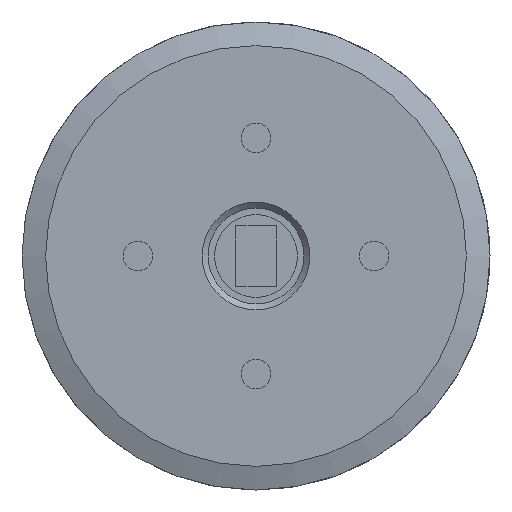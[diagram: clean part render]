
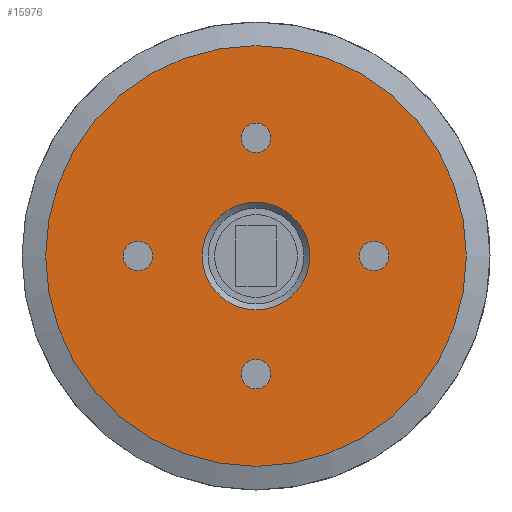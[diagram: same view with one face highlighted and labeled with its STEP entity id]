
A CAD part, left-side view. The second image highlights one B-rep face of the part: STEP entity #15976.
In plain terms, the highlighted planar face has unit normal (-1, 0, 0).
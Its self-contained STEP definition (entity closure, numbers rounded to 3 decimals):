
#398=FACE_BOUND('',#2046,.T.);
#399=FACE_BOUND('',#2047,.T.);
#400=FACE_BOUND('',#2048,.T.);
#401=FACE_BOUND('',#2049,.T.);
#402=FACE_BOUND('',#2050,.T.);
#567=PLANE('',#16950);
#1144=FACE_OUTER_BOUND('',#2045,.T.);
#2045=EDGE_LOOP('',(#10354));
#2046=EDGE_LOOP('',(#10355));
#2047=EDGE_LOOP('',(#10356));
#2048=EDGE_LOOP('',(#10357));
#2049=EDGE_LOOP('',(#10358));
#2050=EDGE_LOOP('',(#10359));
#6018=CIRCLE('',#16916,1.25);
#6020=CIRCLE('',#16919,1.25);
#6022=CIRCLE('',#16922,1.25);
#6024=CIRCLE('',#16925,1.25);
#6025=CIRCLE('',#16927,4.55);
#6028=CIRCLE('',#16931,17.8);
#6555=VERTEX_POINT('',#22782);
#6557=VERTEX_POINT('',#22788);
#6559=VERTEX_POINT('',#22794);
#6561=VERTEX_POINT('',#22800);
#6562=VERTEX_POINT('',#22804);
#6565=VERTEX_POINT('',#22812);
#8051=EDGE_CURVE('',#6555,#6555,#6018,.T.);
#8054=EDGE_CURVE('',#6557,#6557,#6020,.T.);
#8057=EDGE_CURVE('',#6559,#6559,#6022,.T.);
#8060=EDGE_CURVE('',#6561,#6561,#6024,.T.);
#8062=EDGE_CURVE('',#6562,#6562,#6025,.T.);
#8066=EDGE_CURVE('',#6565,#6565,#6028,.T.);
#10354=ORIENTED_EDGE('',*,*,#8066,.T.);
#10355=ORIENTED_EDGE('',*,*,#8062,.T.);
#10356=ORIENTED_EDGE('',*,*,#8051,.F.);
#10357=ORIENTED_EDGE('',*,*,#8054,.F.);
#10358=ORIENTED_EDGE('',*,*,#8057,.F.);
#10359=ORIENTED_EDGE('',*,*,#8060,.F.);
#15976=ADVANCED_FACE('',(#1144,#398,#399,#400,#401,#402),#567,.F.);
#16916=AXIS2_PLACEMENT_3D('',#22784,#18397,#18398);
#16919=AXIS2_PLACEMENT_3D('',#22790,#18404,#18405);
#16922=AXIS2_PLACEMENT_3D('',#22796,#18411,#18412);
#16925=AXIS2_PLACEMENT_3D('',#22802,#18418,#18419);
#16927=AXIS2_PLACEMENT_3D('',#22806,#18423,#18424);
#16931=AXIS2_PLACEMENT_3D('',#22814,#18432,#18433);
#16950=AXIS2_PLACEMENT_3D('',#22847,#18475,#18476);
#18397=DIRECTION('center_axis',(-1.,0.,0.));
#18398=DIRECTION('ref_axis',(0.,0.,1.));
#18404=DIRECTION('center_axis',(-1.,0.,0.));
#18405=DIRECTION('ref_axis',(0.,0.,1.));
#18411=DIRECTION('center_axis',(-1.,0.,0.));
#18412=DIRECTION('ref_axis',(0.,0.,1.));
#18418=DIRECTION('center_axis',(-1.,0.,0.));
#18419=DIRECTION('ref_axis',(0.,0.,1.));
#18423=DIRECTION('center_axis',(1.,0.,0.));
#18424=DIRECTION('ref_axis',(0.,0.,-1.));
#18432=DIRECTION('center_axis',(-1.,0.,0.));
#18433=DIRECTION('ref_axis',(0.,0.,-1.));
#18475=DIRECTION('center_axis',(1.,0.,0.));
#18476=DIRECTION('ref_axis',(0.,0.,-1.));
#22782=CARTESIAN_POINT('',(0.,0.,8.75));
#22784=CARTESIAN_POINT('Origin',(0.,0.,
10.));
#22788=CARTESIAN_POINT('',(0.,-10.,-1.25));
#22790=CARTESIAN_POINT('Origin',(0.,-10.,0.));
#22794=CARTESIAN_POINT('',(0.,0.,
-11.25));
#22796=CARTESIAN_POINT('Origin',(0.,0.,
-10.));
#22800=CARTESIAN_POINT('',(0.,10.,-1.25));
#22802=CARTESIAN_POINT('Origin',(0.,10.,0.));
#22804=CARTESIAN_POINT('',(0.,0.,-4.55));
#22806=CARTESIAN_POINT('Origin',(0.,0.,0.));
#22812=CARTESIAN_POINT('',(0.,0.,17.8));
#22814=CARTESIAN_POINT('Origin',(0.,0.,0.));
#22847=CARTESIAN_POINT('Origin',(0.,19.8,0.));
